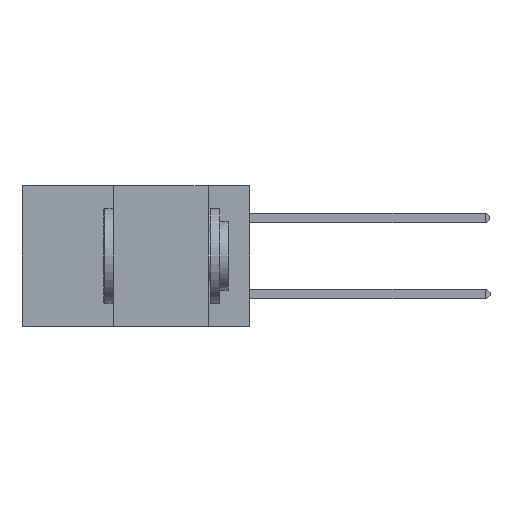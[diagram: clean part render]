
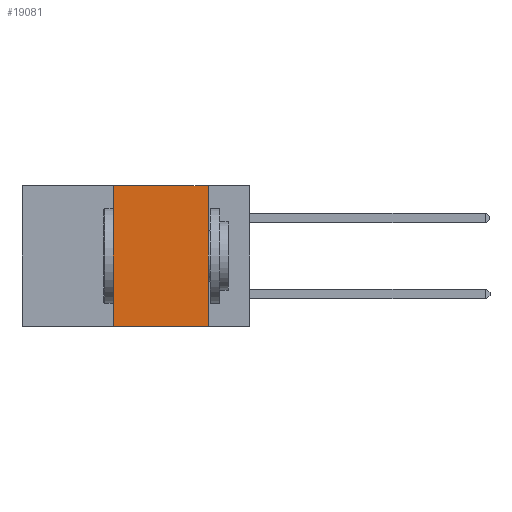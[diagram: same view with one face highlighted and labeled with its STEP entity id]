
A CAD part, left-side view. The second image highlights one B-rep face of the part: STEP entity #19081.
In plain terms, the highlighted planar face has unit normal (-1, 0, 0).
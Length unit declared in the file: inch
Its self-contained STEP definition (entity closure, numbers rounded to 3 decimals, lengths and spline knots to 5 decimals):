
#172 = VERTEX_POINT ( 'NONE', #8430 ) ;
#609 = DIRECTION ( 'NONE',  ( 1., 0., 0. ) ) ;
#1148 = CARTESIAN_POINT ( 'NONE',  ( 0., 0.11, 0. ) ) ;
#2433 = EDGE_LOOP ( 'NONE', ( #9788, #15032, #6249, #5131 ) ) ;
#3703 = LINE ( 'NONE', #13370, #18194 ) ;
#4692 = EDGE_CURVE ( 'NONE', #172, #21024, #18338, .T. ) ;
#4818 = FACE_OUTER_BOUND ( 'NONE', #2433, .T. ) ;
#5131 = ORIENTED_EDGE ( 'NONE', *, *, #16052, .T. ) ;
#6249 = ORIENTED_EDGE ( 'NONE', *, *, #20955, .F. ) ;
#6431 = VECTOR ( 'NONE', #18695, 39.37008 ) ;
#6478 = CARTESIAN_POINT ( 'NONE',  ( 0., 0.36, -0.37 ) ) ;
#6926 = LINE ( 'NONE', #21878, #11005 ) ;
#8368 = VERTEX_POINT ( 'NONE', #20635 ) ;
#8430 = CARTESIAN_POINT ( 'NONE',  ( 0., 0.36, 0. ) ) ;
#9788 = ORIENTED_EDGE ( 'NONE', *, *, #16790, .F. ) ;
#11005 = VECTOR ( 'NONE', #16843, 39.37008 ) ;
#11048 = LINE ( 'NONE', #1148, #6431 ) ;
#11225 = CARTESIAN_POINT ( 'NONE',  ( 0., 0.6, 0. ) ) ;
#11847 = DIRECTION ( 'NONE',  ( 0., -1., 0. ) ) ;
#11867 = AXIS2_PLACEMENT_3D ( 'NONE', #11225, #609, #13004 ) ;
#13004 = DIRECTION ( 'NONE',  ( 0., 0., -1. ) ) ;
#13370 = CARTESIAN_POINT ( 'NONE',  ( 0., 0.6, -0.37 ) ) ;
#13523 = VERTEX_POINT ( 'NONE', #6478 ) ;
#13718 = VECTOR ( 'NONE', #11847, 39.37008 ) ;
#15032 = ORIENTED_EDGE ( 'NONE', *, *, #4692, .F. ) ;
#15149 = DIRECTION ( 'NONE',  ( 0., -1., 0. ) ) ;
#16052 = EDGE_CURVE ( 'NONE', #13523, #8368, #3703, .T. ) ;
#16462 = PLANE ( 'NONE',  #11867 ) ;
#16790 = EDGE_CURVE ( 'NONE', #21024, #8368, #11048, .T. ) ;
#16843 = DIRECTION ( 'NONE',  ( 0., 0., 1. ) ) ;
#17059 = CARTESIAN_POINT ( 'NONE',  ( 0., 0.11, 0. ) ) ;
#18194 = VECTOR ( 'NONE', #15149, 39.37008 ) ;
#18338 = LINE ( 'NONE', #18741, #13718 ) ;
#18695 = DIRECTION ( 'NONE',  ( 0., 0., -1. ) ) ;
#18741 = CARTESIAN_POINT ( 'NONE',  ( 0., 0.6, 0. ) ) ;
#19081 = ADVANCED_FACE ( 'NONE', ( #4818 ), #16462, .F. ) ;
#20635 = CARTESIAN_POINT ( 'NONE',  ( 0., 0.11, -0.37 ) ) ;
#20955 = EDGE_CURVE ( 'NONE', #13523, #172, #6926, .T. ) ;
#21024 = VERTEX_POINT ( 'NONE', #17059 ) ;
#21878 = CARTESIAN_POINT ( 'NONE',  ( 0., 0.36, 0. ) ) ;
